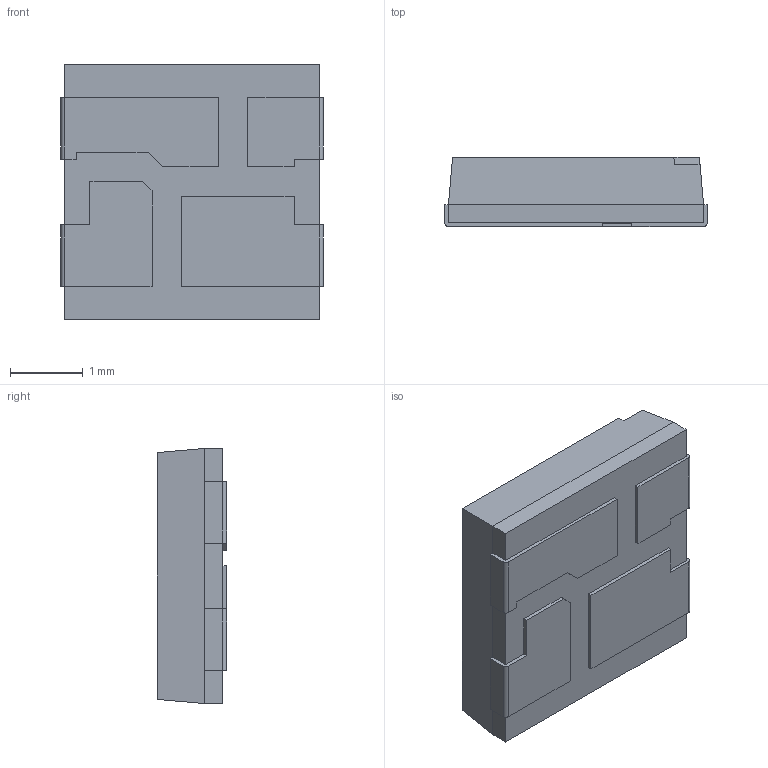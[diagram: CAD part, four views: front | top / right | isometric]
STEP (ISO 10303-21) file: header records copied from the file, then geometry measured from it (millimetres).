
FILE_DESCRIPTION(('FreeCAD Model'),'2;1');
FILE_NAME ('SK6812_Mini.step', '2020-10-19T11:51:59+00:00', 'Stefan Hamminga', '', '', '', '');
FILE_SCHEMA(('AUTOMOTIVE_DESIGN_CC2 { 1 2 10303 214 -1 1 5 4 }'));
Length unit declared in the file: millimetre
Products named in the file (7): ASSEMBLY; SK6812_Mini; SK6812_Mini004; SK6812_Mini003; SK6812_Mini005; SK6812_Mini002; SK6812_Mini001
Assembly tree (6 placements, depth 2):
  ASSEMBLY
    SK6812_Mini
    SK6812_Mini004
    SK6812_Mini003
    SK6812_Mini005
    SK6812_Mini002
    SK6812_Mini001
Bounding box: 3.6 x 0.95 x 3.5 mm (x, y, z)
Volume: 11.1 mm3; surface area: 76.2 mm2
Topology: 6 solids, 6 shells, 66 faces, 155 edges, 102 vertices
Faces by surface type: plane 58, cylinder 4, cone 4
Entity records: 4079 total; most frequent: CARTESIAN_POINT 700, DIRECTION 617, LINE 433, VECTOR 433, ORIENTED_EDGE 310, PCURVE 310, DEFINITIONAL_REPRESENTATION 310, EDGE_CURVE 155
